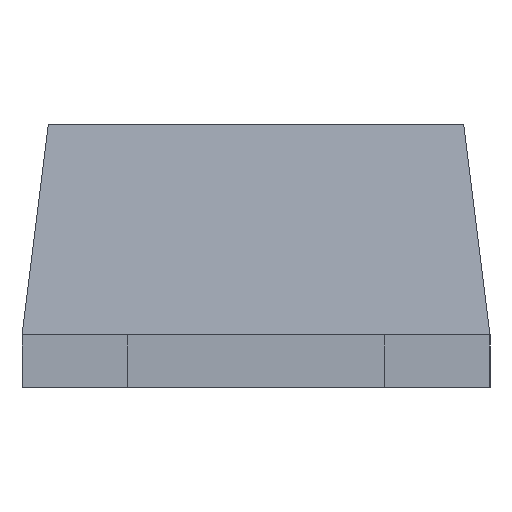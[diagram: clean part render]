
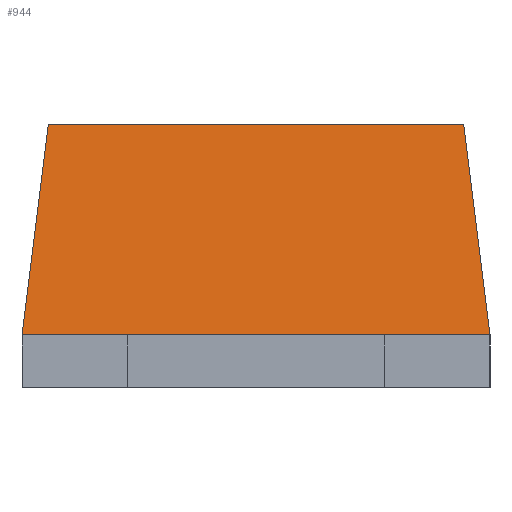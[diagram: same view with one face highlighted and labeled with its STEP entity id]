
A CAD part, left-side view. The second image highlights one B-rep face of the part: STEP entity #944.
In plain terms, the highlighted planar face has unit normal (-0.992, 0, 0.124).
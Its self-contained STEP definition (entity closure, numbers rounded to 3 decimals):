
#789=CARTESIAN_POINT('',(-1.3,0.79,1.0));
#790=VERTEX_POINT('',#789);
#797=CARTESIAN_POINT('',(-1.3,-0.79,1.0));
#798=VERTEX_POINT('',#797);
#799=CARTESIAN_POINT('',(-1.3,-0.79,1.0));
#800=DIRECTION('',(0.0,1.0,0.0));
#801=VECTOR('',#800,1.58);
#802=LINE('',#799,#801);
#803=EDGE_CURVE('',#798,#790,#802,.T.);
#861=CARTESIAN_POINT('',(-1.4,0.89,0.2));
#862=VERTEX_POINT('',#861);
#869=CARTESIAN_POINT('',(-1.3,0.79,1.0));
#870=DIRECTION('',(-0.123,0.123,-0.985));
#871=VECTOR('',#870,0.812);
#872=LINE('',#869,#871);
#873=EDGE_CURVE('',#790,#862,#872,.T.);
#907=CARTESIAN_POINT('',(-1.4,-0.89,0.2));
#908=VERTEX_POINT('',#907);
#919=CARTESIAN_POINT('',(-1.3,-0.79,1.0));
#920=DIRECTION('',(-0.123,-0.123,-0.985));
#921=VECTOR('',#920,0.812);
#922=LINE('',#919,#921);
#923=EDGE_CURVE('',#798,#908,#922,.T.);
#928=CARTESIAN_POINT('',(-1.35,-0.445,0.6));
#929=DIRECTION('',(-0.992,0.,0.124));
#930=DIRECTION('',(-0.124,0.,-0.992));
#931=AXIS2_PLACEMENT_3D('',#928,#929,#930);
#932=PLANE('',#931);
#933=CARTESIAN_POINT('',(-1.4,0.89,0.2));
#934=DIRECTION('',(0.0,-1.0,0.0));
#935=VECTOR('',#934,1.78);
#936=LINE('',#933,#935);
#937=EDGE_CURVE('',#862,#908,#936,.T.);
#938=ORIENTED_EDGE('',*,*,#937,.T.);
#939=ORIENTED_EDGE('',*,*,#923,.F.);
#940=ORIENTED_EDGE('',*,*,#803,.T.);
#941=ORIENTED_EDGE('',*,*,#873,.T.);
#942=EDGE_LOOP('',(#938,#939,#940,#941));
#943=FACE_OUTER_BOUND('',#942,.T.);
#944=ADVANCED_FACE('',(#943),#932,.T.);
